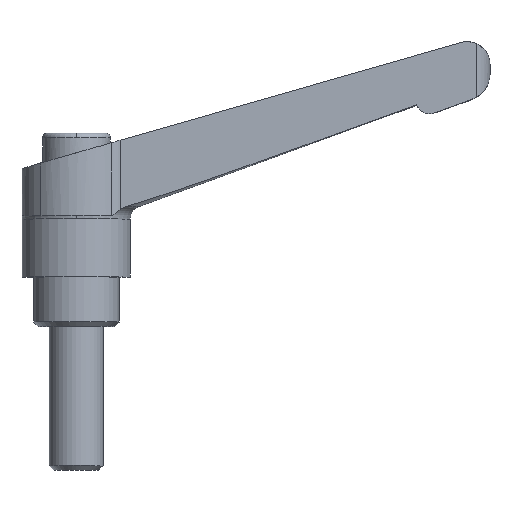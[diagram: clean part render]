
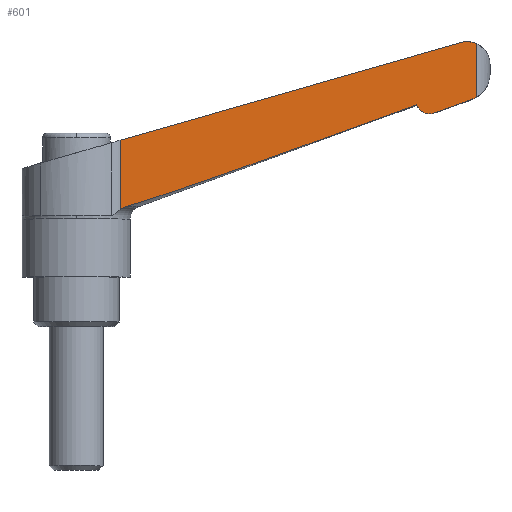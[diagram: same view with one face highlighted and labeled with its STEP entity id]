
A CAD part, top view. The second image highlights one B-rep face of the part: STEP entity #601.
In plain terms, the highlighted planar face has unit normal (0.035, 0, 0.999).
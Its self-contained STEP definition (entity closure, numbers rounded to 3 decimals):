
#301 = EDGE_CURVE( '', #651, #523, #791, .T. );
#307 = EDGE_CURVE( '', #457, #469, #797, .T. );
#315 = EDGE_CURVE( '', #633, #721, #806, .T. );
#335 = EDGE_CURVE( '', #713, #385, #827, .T. );
#385 = VERTEX_POINT( '', #881 );
#441 = VERTEX_POINT( '', #940 );
#457 = VERTEX_POINT( '', #958 );
#469 = VERTEX_POINT( '', #972 );
#523 = VERTEX_POINT( '', #1030 );
#545 = EDGE_CURVE( '', #523, #385, #1055, .T. );
#601 = ADVANCED_FACE( '', ( #1121 ), #1122, .F. );
#633 = VERTEX_POINT( '', #1157 );
#651 = VERTEX_POINT( '', #1179 );
#675 = EDGE_CURVE( '', #713, #469, #1203, .T. );
#701 = EDGE_CURVE( '', #721, #441, #1233, .T. );
#707 = EDGE_CURVE( '', #457, #633, #1239, .T. );
#713 = VERTEX_POINT( '', #1245 );
#717 = EDGE_CURVE( '', #441, #651, #1249, .T. );
#721 = VERTEX_POINT( '', #1254 );
#791 = B_SPLINE_CURVE_WITH_KNOTS( '', 3, ( #1358, #1359, #1360, #1361, #1362, #1363, #1364, #1365 ), .UNSPECIFIED., .F., .F., ( 4, 2, 2, 4 ), ( 6.098, 6.378, 7.098, 7.598 ), .UNSPECIFIED. );
#797 = LINE( '', #1374, #1375 );
#806 = ( B_SPLINE_CURVE( 2, ( #1387, #1388, #1389 ), .UNSPECIFIED., .F., .F. )B_SPLINE_CURVE_WITH_KNOTS( ( 3, 3 ), ( 0., 8.776 ), .UNSPECIFIED. )RATIONAL_B_SPLINE_CURVE( ( 1., 1.001, 1. ) )BOUNDED_CURVE(  )REPRESENTATION_ITEM( '' )GEOMETRIC_REPRESENTATION_ITEM(  )CURVE(  ) );
#827 = LINE( '', #1422, #1423 );
#881 = CARTESIAN_POINT( '', ( 9.729, 41.408, 8.461 ) );
#940 = CARTESIAN_POINT( '', ( 75.749, 49.294, 6.156 ) );
#958 = CARTESIAN_POINT( '', ( 89.079, 51.09, 5.69 ) );
#972 = CARTESIAN_POINT( '', ( 89.079, 62.824, 5.69 ) );
#1030 = CARTESIAN_POINT( '', ( 9.729, 26.036, 8.461 ) );
#1055 = LINE( '', #1787, #1788 );
#1121 = FACE_OUTER_BOUND( '', #1907, .T. );
#1122 = PLANE( '', #1908 );
#1157 = CARTESIAN_POINT( '', ( 87.864, 50.488, 5.732 ) );
#1179 = CARTESIAN_POINT( '', ( 11.158, 26.718, 8.411 ) );
#1203 = B_SPLINE_CURVE_WITH_KNOTS( '', 3, ( #2023, #2024, #2025, #2026, #2027, #2028, #2029, #2030, #2031, #2032, #2033, #2034 ), .UNSPECIFIED., .F., .F., ( 4, 2, 2, 2, 2, 4 ), ( 20.959, 21.341, 22.273, 23.205, 24.136, 24.506 ), .UNSPECIFIED. );
#1233 = B_SPLINE_CURVE_WITH_KNOTS( '', 3, ( #2097, #2098, #2099, #2100, #2101, #2102, #2103, #2104, #2105, #2106, #2107, #2108, #2109, #2110, #2111, #2112, #2113, #2114, #2115, #2116 ), .UNSPECIFIED., .F., .F., ( 4, 2, 2, 2, 2, 2, 2, 2, 2, 4 ), ( 3.468, 3.897, 4.456, 5.016, 5.576, 6.135, 6.693, 7.249, 7.805, 7.931 ), .UNSPECIFIED. );
#1239 = B_SPLINE_CURVE_WITH_KNOTS( '', 3, ( #2124, #2125, #2126, #2127, #2128, #2129, #2130, #2131 ), .UNSPECIFIED., .F., .F., ( 4, 2, 2, 4 ), ( 5.64, 6.114, 6.671, 6.934 ), .UNSPECIFIED. );
#1245 = CARTESIAN_POINT( '', ( 86.144, 63.321, 5.793 ) );
#1249 = ( B_SPLINE_CURVE( 2, ( #2147, #2148, #2149 ), .UNSPECIFIED., .F., .F. )B_SPLINE_CURVE_WITH_KNOTS( ( 3, 3 ), ( 0., 68.465 ), .UNSPECIFIED. )RATIONAL_B_SPLINE_CURVE( ( 1., 1.437, 1. ) )BOUNDED_CURVE(  )REPRESENTATION_ITEM( '' )GEOMETRIC_REPRESENTATION_ITEM(  )CURVE(  ) );
#1254 = CARTESIAN_POINT( '', ( 79.617, 47.501, 6.02 ) );
#1358 = CARTESIAN_POINT( '', ( 11.158, 26.718, 8.411 ) );
#1359 = CARTESIAN_POINT( '', ( 11.063, 26.692, 8.414 ) );
#1360 = CARTESIAN_POINT( '', ( 10.971, 26.663, 8.418 ) );
#1361 = CARTESIAN_POINT( '', ( 10.657, 26.553, 8.429 ) );
#1362 = CARTESIAN_POINT( '', ( 10.415, 26.448, 8.437 ) );
#1363 = CARTESIAN_POINT( '', ( 10.025, 26.236, 8.451 ) );
#1364 = CARTESIAN_POINT( '', ( 9.871, 26.138, 8.456 ) );
#1365 = CARTESIAN_POINT( '', ( 9.729, 26.036, 8.461 ) );
#1374 = CARTESIAN_POINT( '', ( 89.079, 0., 5.69 ) );
#1375 = VECTOR( '', #2224, 1. );
#1387 = CARTESIAN_POINT( '', ( 87.864, 50.488, 5.732 ) );
#1388 = CARTESIAN_POINT( '', ( 83.539, 48.921, 5.883 ) );
#1389 = CARTESIAN_POINT( '', ( 79.617, 47.501, 6.02 ) );
#1422 = CARTESIAN_POINT( '', ( -7.353, 36.509, 9.057 ) );
#1423 = VECTOR( '', #2251, 1. );
#1787 = CARTESIAN_POINT( '', ( 9.729, 0., 8.461 ) );
#1788 = VECTOR( '', #2493, 1. );
#1907 = EDGE_LOOP( '', ( #2599, #2600, #2601, #2602, #2603, #2604, #2605, #2606, #2607 ) );
#1908 = AXIS2_PLACEMENT_3D( '', #2608, #2609, #2610 );
#2023 = CARTESIAN_POINT( '', ( 85.423, 63.171, 5.818 ) );
#2024 = CARTESIAN_POINT( '', ( 85.555, 63.209, 5.813 ) );
#2025 = CARTESIAN_POINT( '', ( 85.69, 63.241, 5.808 ) );
#2026 = CARTESIAN_POINT( '', ( 86.158, 63.334, 5.792 ) );
#2027 = CARTESIAN_POINT( '', ( 86.497, 63.365, 5.78 ) );
#2028 = CARTESIAN_POINT( '', ( 87.118, 63.365, 5.759 ) );
#2029 = CARTESIAN_POINT( '', ( 87.457, 63.334, 5.747 ) );
#2030 = CARTESIAN_POINT( '', ( 88.121, 63.203, 5.723 ) );
#2031 = CARTESIAN_POINT( '', ( 88.446, 63.101, 5.712 ) );
#2032 = CARTESIAN_POINT( '', ( 88.847, 62.936, 5.698 ) );
#2033 = CARTESIAN_POINT( '', ( 88.963, 62.883, 5.694 ) );
#2034 = CARTESIAN_POINT( '', ( 89.079, 62.824, 5.69 ) );
#2097 = CARTESIAN_POINT( '', ( 79.617, 47.501, 6.02 ) );
#2098 = CARTESIAN_POINT( '', ( 79.478, 47.451, 6.025 ) );
#2099 = CARTESIAN_POINT( '', ( 79.327, 47.408, 6.031 ) );
#2100 = CARTESIAN_POINT( '', ( 78.975, 47.338, 6.043 ) );
#2101 = CARTESIAN_POINT( '', ( 78.772, 47.32, 6.05 ) );
#2102 = CARTESIAN_POINT( '', ( 78.398, 47.32, 6.063 ) );
#2103 = CARTESIAN_POINT( '', ( 78.195, 47.338, 6.07 ) );
#2104 = CARTESIAN_POINT( '', ( 77.796, 47.418, 6.084 ) );
#2105 = CARTESIAN_POINT( '', ( 77.6, 47.478, 6.091 ) );
#2106 = CARTESIAN_POINT( '', ( 77.256, 47.621, 6.103 ) );
#2107 = CARTESIAN_POINT( '', ( 77.075, 47.715, 6.109 ) );
#2108 = CARTESIAN_POINT( '', ( 76.737, 47.94, 6.121 ) );
#2109 = CARTESIAN_POINT( '', ( 76.58, 48.07, 6.126 ) );
#2110 = CARTESIAN_POINT( '', ( 76.317, 48.332, 6.136 ) );
#2111 = CARTESIAN_POINT( '', ( 76.187, 48.488, 6.14 ) );
#2112 = CARTESIAN_POINT( '', ( 75.962, 48.824, 6.148 ) );
#2113 = CARTESIAN_POINT( '', ( 75.867, 49.004, 6.151 ) );
#2114 = CARTESIAN_POINT( '', ( 75.78, 49.213, 6.154 ) );
#2115 = CARTESIAN_POINT( '', ( 75.764, 49.253, 6.155 ) );
#2116 = CARTESIAN_POINT( '', ( 75.749, 49.294, 6.156 ) );
#2124 = CARTESIAN_POINT( '', ( 89.079, 51.09, 5.69 ) );
#2125 = CARTESIAN_POINT( '', ( 88.934, 50.997, 5.695 ) );
#2126 = CARTESIAN_POINT( '', ( 88.786, 50.91, 5.7 ) );
#2127 = CARTESIAN_POINT( '', ( 88.462, 50.738, 5.712 ) );
#2128 = CARTESIAN_POINT( '', ( 88.285, 50.656, 5.718 ) );
#2129 = CARTESIAN_POINT( '', ( 88.033, 50.551, 5.727 ) );
#2130 = CARTESIAN_POINT( '', ( 87.95, 50.519, 5.729 ) );
#2131 = CARTESIAN_POINT( '', ( 87.864, 50.488, 5.732 ) );
#2147 = CARTESIAN_POINT( '', ( 75.749, 49.294, 6.156 ) );
#2148 = CARTESIAN_POINT( '', ( 21.189, 29.557, 8.061 ) );
#2149 = CARTESIAN_POINT( '', ( 11.158, 26.718, 8.411 ) );
#2224 = DIRECTION( '', ( 0., 1., 0. ) );
#2251 = DIRECTION( '', ( -0.961, -0.275, 0.034 ) );
#2493 = DIRECTION( '', ( 0., 1., 0. ) );
#2599 = ORIENTED_EDGE( '', *, *, #335, .T. );
#2600 = ORIENTED_EDGE( '', *, *, #545, .F. );
#2601 = ORIENTED_EDGE( '', *, *, #301, .F. );
#2602 = ORIENTED_EDGE( '', *, *, #717, .F. );
#2603 = ORIENTED_EDGE( '', *, *, #701, .F. );
#2604 = ORIENTED_EDGE( '', *, *, #315, .F. );
#2605 = ORIENTED_EDGE( '', *, *, #707, .F. );
#2606 = ORIENTED_EDGE( '', *, *, #307, .T. );
#2607 = ORIENTED_EDGE( '', *, *, #675, .F. );
#2608 = CARTESIAN_POINT( '', ( 9.729, 0., 8.461 ) );
#2609 = DIRECTION( '', ( -0.035, 0., -0.999 ) );
#2610 = DIRECTION( '', ( -0.999, 0., 0.035 ) );
